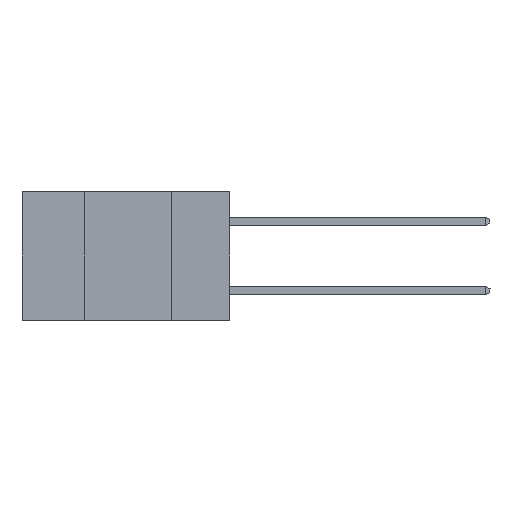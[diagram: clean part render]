
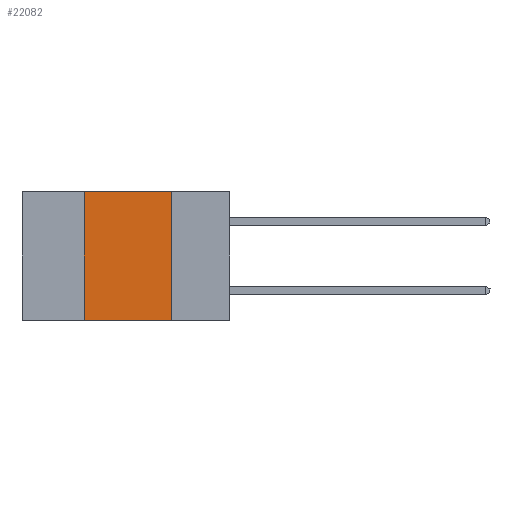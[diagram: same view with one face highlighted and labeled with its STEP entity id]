
A CAD part, left-side view. The second image highlights one B-rep face of the part: STEP entity #22082.
In plain terms, the highlighted planar face has unit normal (-1, 0, 0).
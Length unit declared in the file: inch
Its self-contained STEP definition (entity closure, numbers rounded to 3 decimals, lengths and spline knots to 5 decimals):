
#955 = CARTESIAN_POINT ( 'NONE',  ( 0., 0.17, 0. ) ) ;
#1051 = EDGE_CURVE ( 'NONE', #1721, #13706, #4264, .T. ) ;
#1721 = VERTEX_POINT ( 'NONE', #9499 ) ;
#2104 = DIRECTION ( 'NONE',  ( 0., -1., 0. ) ) ;
#2362 = EDGE_CURVE ( 'NONE', #1721, #9607, #21257, .T. ) ;
#2450 = CARTESIAN_POINT ( 'NONE',  ( 0., 0.6, -0.37 ) ) ;
#2583 = CARTESIAN_POINT ( 'NONE',  ( 0., 0.17, -0.37 ) ) ;
#3669 = LINE ( 'NONE', #8222, #18990 ) ;
#3820 = EDGE_LOOP ( 'NONE', ( #11154, #6034, #5435, #20115 ) ) ;
#4264 = LINE ( 'NONE', #2450, #9380 ) ;
#5056 = CARTESIAN_POINT ( 'NONE',  ( 0., 0.17, -0.37 ) ) ;
#5435 = ORIENTED_EDGE ( 'NONE', *, *, #2362, .F. ) ;
#6034 = ORIENTED_EDGE ( 'NONE', *, *, #6259, .F. ) ;
#6259 = EDGE_CURVE ( 'NONE', #9607, #11807, #3669, .T. ) ;
#7227 = DIRECTION ( 'NONE',  ( 1., 0., 0. ) ) ;
#8222 = CARTESIAN_POINT ( 'NONE',  ( 0., 0.6, 0. ) ) ;
#8611 = VECTOR ( 'NONE', #16602, 39.37008 ) ;
#9380 = VECTOR ( 'NONE', #2104, 39.37008 ) ;
#9499 = CARTESIAN_POINT ( 'NONE',  ( 0., 0.42, -0.37 ) ) ;
#9607 = VERTEX_POINT ( 'NONE', #11373 ) ;
#10118 = EDGE_CURVE ( 'NONE', #11807, #13706, #18831, .T. ) ;
#11154 = ORIENTED_EDGE ( 'NONE', *, *, #10118, .F. ) ;
#11373 = CARTESIAN_POINT ( 'NONE',  ( 0., 0.42, 0. ) ) ;
#11807 = VERTEX_POINT ( 'NONE', #955 ) ;
#13673 = AXIS2_PLACEMENT_3D ( 'NONE', #18729, #7227, #20620 ) ;
#13706 = VERTEX_POINT ( 'NONE', #2583 ) ;
#14975 = CARTESIAN_POINT ( 'NONE',  ( 0., 0.42, -0.37 ) ) ;
#15838 = FACE_OUTER_BOUND ( 'NONE', #3820, .T. ) ;
#16602 = DIRECTION ( 'NONE',  ( 0., 0., -1. ) ) ;
#16831 = PLANE ( 'NONE',  #13673 ) ;
#18729 = CARTESIAN_POINT ( 'NONE',  ( 0., 0.6, 0. ) ) ;
#18831 = LINE ( 'NONE', #5056, #8611 ) ;
#18990 = VECTOR ( 'NONE', #21580, 39.37008 ) ;
#20115 = ORIENTED_EDGE ( 'NONE', *, *, #1051, .T. ) ;
#20620 = DIRECTION ( 'NONE',  ( 0., 0., -1. ) ) ;
#20689 = VECTOR ( 'NONE', #22536, 39.37008 ) ;
#21257 = LINE ( 'NONE', #14975, #20689 ) ;
#21580 = DIRECTION ( 'NONE',  ( 0., -1., 0. ) ) ;
#22082 = ADVANCED_FACE ( 'NONE', ( #15838 ), #16831, .F. ) ;
#22536 = DIRECTION ( 'NONE',  ( 0., 0., 1. ) ) ;
